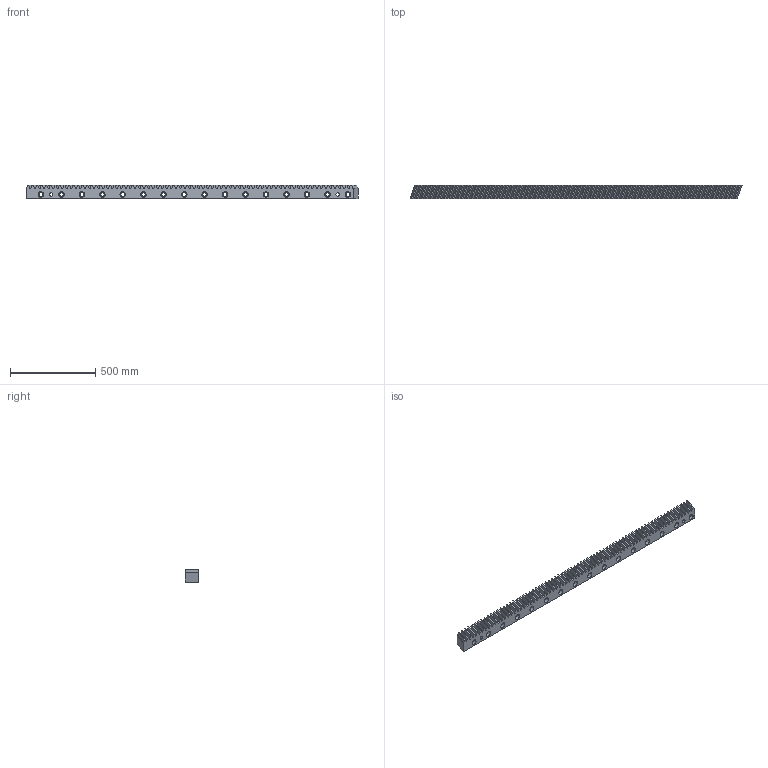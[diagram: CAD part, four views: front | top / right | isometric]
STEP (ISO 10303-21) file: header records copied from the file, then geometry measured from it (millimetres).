
FILE_DESCRIPTION(('STEP AP214'),'1');
FILE_NAME('145-080-220.stp','2017-10-10T14:08:01',('TraceParts'),('TraceParts S.A.'),'Spatial InterOp 3D',' ',' ');
FILE_SCHEMA(('automotive_design'));
Length unit declared in the file: millimetre
Products named in the file (1): 145-080-220
Bounding box: 1947.03 x 80 x 79.6 mm (x, y, z)
Volume: 10213991.7 mm3; surface area: 837656.1 mm2
Topology: 1 solids, 1 shells, 379 faces, 1083 edges, 722 vertices
Faces by surface type: plane 311, cylinder 68
Entity records: 15362 total; most frequent: CARTESIAN_POINT 2185, ORIENTED_EDGE 2166, DIRECTION 1979, EDGE_CURVE 1083, LINE 947, VECTOR 947, VERTEX_POINT 722, AXIS2_PLACEMENT_3D 516
